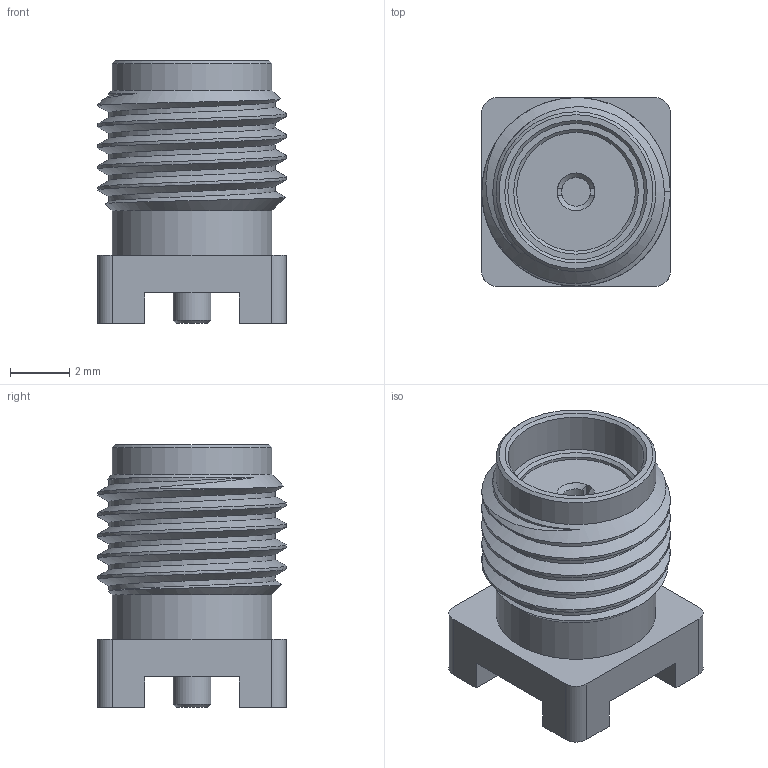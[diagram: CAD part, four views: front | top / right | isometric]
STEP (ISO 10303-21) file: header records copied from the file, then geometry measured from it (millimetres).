
FILE_DESCRIPTION(('FreeCAD Model'),'2;1');
FILE_NAME('Open CASCADE Shape Model','2024-06-04T15:16:54',( 'kicad StepUp'),('ksu MCAD'),'Open CASCADE STEP processor 7.7', 'FreeCAD','Unknown');
FILE_SCHEMA(('AUTOMOTIVE_DESIGN { 1 0 10303 214 1 1 1 1 }'));
Length unit declared in the file: millimetre
Products named in the file (1): SMA_Amphenol_132134-10_Vertical
Bounding box: 6.35 x 6.35 x 8.84 mm (x, y, z)
Volume: 198.8 mm3; surface area: 542 mm2
Topology: 3 solids, 3 shells, 77 faces, 177 edges, 109 vertices
Faces by surface type: plane 32, cylinder 18, bspline 18, cone 9
Full cylindrical faces by diameter (mm): 0.97 x1, 1.27 x2, 4 x1, 4.2 x2, 4.597 x1, 5.385 x2, 6.35 x3
Entity records: 5087 total; most frequent: CARTESIAN_POINT 2872, ORIENTED_EDGE 354, DIRECTION 296, EDGE_CURVE 177, VERTEX_POINT 109, AXIS2_PLACEMENT_3D 105, LINE 86, VECTOR 86
